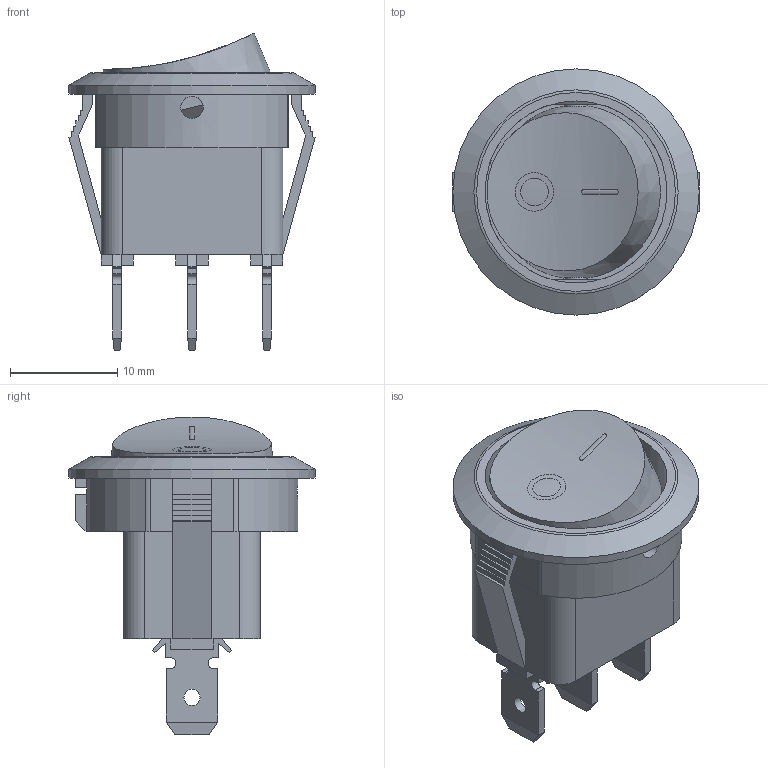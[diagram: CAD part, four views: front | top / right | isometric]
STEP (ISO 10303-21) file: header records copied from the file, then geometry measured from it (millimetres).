
FILE_DESCRIPTION(('STEP AP214'), '1');
FILE_NAME('SPST-RCK-D23', '', ('UNSPECIFIED'), ('UNSPECIFIED'), 'ASCON STEP Converter 1.3', 'ASCON Math Kernel', '');
FILE_SCHEMA(('AUTOMOTIVE_DESIGN { 1 0 10303 214 3 1 1}'));
Length unit declared in the file: millimetre
Bounding box: 23 x 23 x 29.69 mm (x, y, z)
Volume: 4189.1 mm3; surface area: 3448 mm2
Topology: 5 solids, 5 shells, 183 faces, 490 edges, 324 vertices
Faces by surface type: plane 149, cylinder 29, cone 4, torus 1
Full cylindrical faces by diameter (mm): 1.5 x3, 2.1 x3, 17 x1, 23 x1
Entity records: 7617 total; most frequent: CARTESIAN_POINT 1499, ORIENTED_EDGE 958, DIRECTION 891, EDGE_CURVE 479, LINE 397, VECTOR 397, VERTEX_POINT 324, AXIS2_PLACEMENT_3D 247
